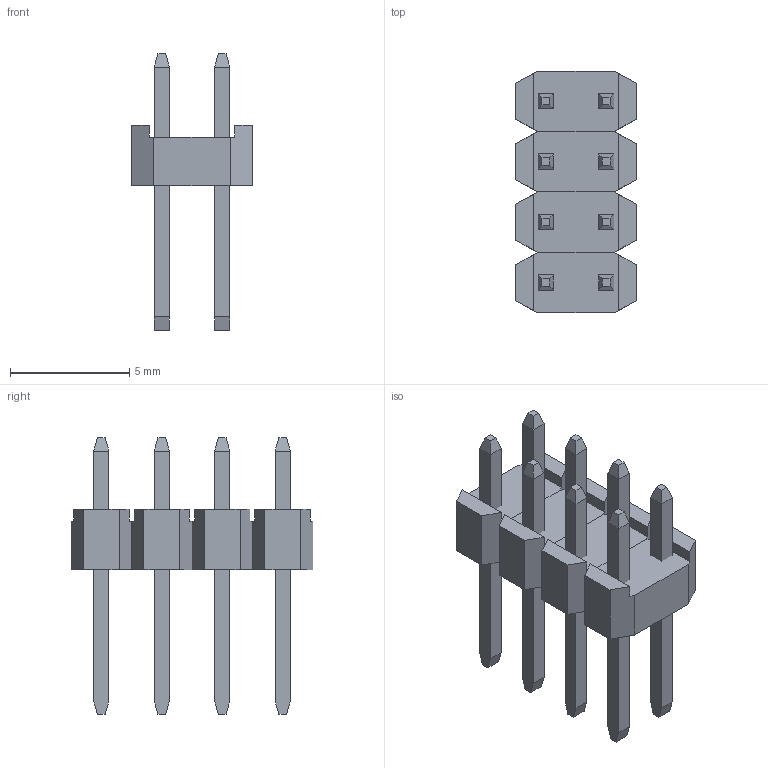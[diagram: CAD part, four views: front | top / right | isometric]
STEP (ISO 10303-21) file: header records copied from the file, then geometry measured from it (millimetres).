
FILE_DESCRIPTION (( 'STEP AP214' ), '1' );
FILE_NAME ('hdr2x4.STEP', '2018-05-20T08:37:56', ( '' ), ( '' ), 'SwSTEP 2.0', 'SolidWorks 2016', '' );
FILE_SCHEMA (( 'AUTOMOTIVE_DESIGN' ));
Length unit declared in the file: millimetre
Products named in the file (4): pin.1_11.2; hdr2x4; pin2; pin.3
Assembly tree (7 placements, depth 3):
  hdr2x4
    pin2  x4
      pin.1_11.2
      pin.3
Bounding box: 5.08 x 10.16 x 11.6 mm (x, y, z)
Volume: 139.9 mm3; surface area: 465.7 mm2
Topology: 12 solids, 12 shells, 152 faces, 352 edges, 224 vertices
Faces by surface type: plane 152
Entity records: 902 total; most frequent: CARTESIAN_POINT 139, DIRECTION 136, ORIENTED_EDGE 124, LINE 62, EDGE_CURVE 62, VECTOR 62, VERTEX_POINT 40, AXIS2_PLACEMENT_3D 37
